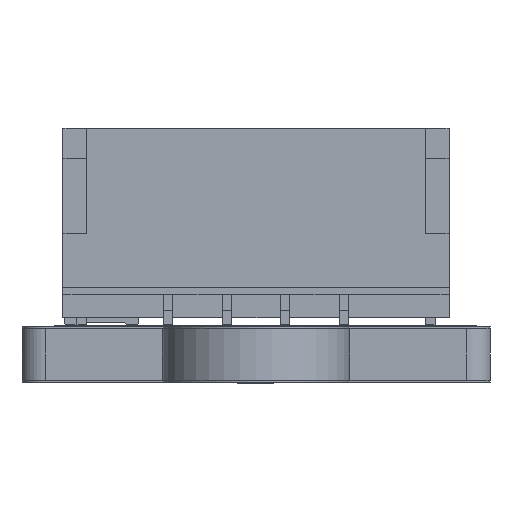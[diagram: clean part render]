
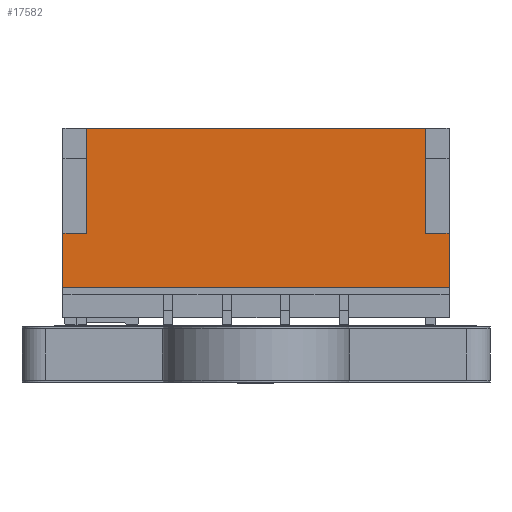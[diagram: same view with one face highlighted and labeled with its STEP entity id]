
A CAD part, front view. The second image highlights one B-rep face of the part: STEP entity #17582.
In plain terms, the highlighted planar face has unit normal (0, -1, 0).
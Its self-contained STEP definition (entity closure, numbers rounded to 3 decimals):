
#17391=CARTESIAN_POINT('',(-4.125,-14.775,3.145));
#17392=VERTEX_POINT('',#17391);
#17503=CARTESIAN_POINT('',(-4.125,-14.775,1.995));
#17504=VERTEX_POINT('',#17503);
#17511=CARTESIAN_POINT('',(-4.125,-14.775,1.995));
#17512=DIRECTION('',(0.,0.,1.));
#17513=VECTOR('',#17512,1.15);
#17514=LINE('',#17511,#17513);
#17515=EDGE_CURVE('',#17504,#17392,#17514,.T.);
#17520=CARTESIAN_POINT('',(-4.125,-14.775,1.345));
#17521=DIRECTION('',(0.,1.,0.));
#17522=DIRECTION('',(0.,0.,1.));
#17523=AXIS2_PLACEMENT_3D('',#17520,#17521,#17522);
#17524=PLANE('',#17523);
#17525=CARTESIAN_POINT('',(4.125,-14.775,1.995));
#17526=VERTEX_POINT('',#17525);
#17527=CARTESIAN_POINT('',(4.125,-14.775,3.145));
#17528=VERTEX_POINT('',#17527);
#17529=CARTESIAN_POINT('',(4.125,-14.775,1.995));
#17530=DIRECTION('',(0.,0.,1.));
#17531=VECTOR('',#17530,1.15);
#17532=LINE('',#17529,#17531);
#17533=EDGE_CURVE('',#17526,#17528,#17532,.T.);
#17534=ORIENTED_EDGE('',*,*,#17533,.T.);
#17535=CARTESIAN_POINT('',(3.625,-14.775,3.145));
#17536=VERTEX_POINT('',#17535);
#17537=CARTESIAN_POINT('',(3.625,-14.775,3.145));
#17538=DIRECTION('',(1.,-0.,-0.));
#17539=VECTOR('',#17538,0.5);
#17540=LINE('',#17537,#17539);
#17541=EDGE_CURVE('',#17536,#17528,#17540,.T.);
#17542=ORIENTED_EDGE('',*,*,#17541,.F.);
#17543=CARTESIAN_POINT('',(3.625,-14.775,5.395));
#17544=VERTEX_POINT('',#17543);
#17545=CARTESIAN_POINT('',(3.625,-14.775,3.145));
#17546=DIRECTION('',(0.,0.,1.));
#17547=VECTOR('',#17546,2.25);
#17548=LINE('',#17545,#17547);
#17549=EDGE_CURVE('',#17536,#17544,#17548,.T.);
#17550=ORIENTED_EDGE('',*,*,#17549,.T.);
#17551=CARTESIAN_POINT('',(-3.625,-14.775,5.395));
#17552=VERTEX_POINT('',#17551);
#17553=CARTESIAN_POINT('',(-3.625,-14.775,5.395));
#17554=DIRECTION('',(1.,0.,-0.));
#17555=VECTOR('',#17554,7.25);
#17556=LINE('',#17553,#17555);
#17557=EDGE_CURVE('',#17552,#17544,#17556,.T.);
#17558=ORIENTED_EDGE('',*,*,#17557,.F.);
#17559=CARTESIAN_POINT('',(-3.625,-14.775,3.145));
#17560=VERTEX_POINT('',#17559);
#17561=CARTESIAN_POINT('',(-3.625,-14.775,3.145));
#17562=DIRECTION('',(-0.,0.,1.));
#17563=VECTOR('',#17562,2.25);
#17564=LINE('',#17561,#17563);
#17565=EDGE_CURVE('',#17560,#17552,#17564,.T.);
#17566=ORIENTED_EDGE('',*,*,#17565,.F.);
#17567=CARTESIAN_POINT('',(-4.125,-14.775,3.145));
#17568=DIRECTION('',(1.,-0.,-0.));
#17569=VECTOR('',#17568,0.5);
#17570=LINE('',#17567,#17569);
#17571=EDGE_CURVE('',#17392,#17560,#17570,.T.);
#17572=ORIENTED_EDGE('',*,*,#17571,.F.);
#17573=ORIENTED_EDGE('',*,*,#17515,.F.);
#17574=CARTESIAN_POINT('',(-4.125,-14.775,1.995));
#17575=DIRECTION('',(1.,0.,-0.));
#17576=VECTOR('',#17575,8.25);
#17577=LINE('',#17574,#17576);
#17578=EDGE_CURVE('',#17504,#17526,#17577,.T.);
#17579=ORIENTED_EDGE('',*,*,#17578,.T.);
#17580=EDGE_LOOP('',(#17534,#17542,#17550,#17558,#17566,#17572,#17573,#17579));
#17581=FACE_BOUND('',#17580,.T.);
#17582=ADVANCED_FACE('',(#17581),#17524,.F.);
